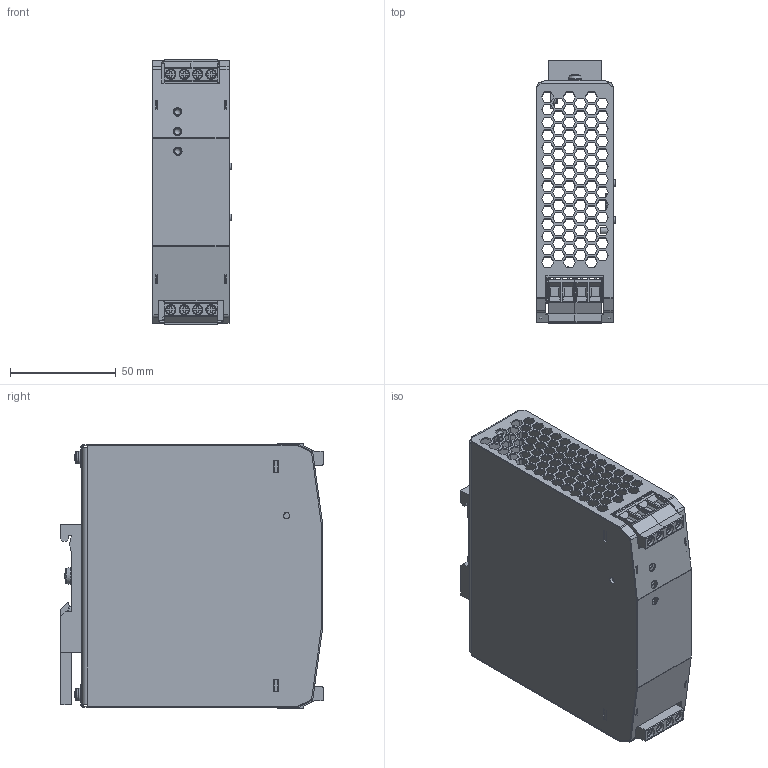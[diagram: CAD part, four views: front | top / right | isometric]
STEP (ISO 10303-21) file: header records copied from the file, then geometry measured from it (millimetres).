
FILE_DESCRIPTION(/* description */ ('Unknown'),/* implementation_level */ '2;1');
FILE_NAME(/* name */ 'TIB-REM480',/* time_stamp */ '2022-04-04T14:39:21+01:00',/* author */ ('Unknown'),/* organization */ ('Unknown'),/* preprocessor_version */ 'ST-DEVELOPER v16.7',/* originating_system */ 'Solid Edge',/* authorisation */ 'Unknown');
FILE_SCHEMA (('AUTOMOTIVE_DESIGN {1 0 10303 214 3 1 1}'));
Products named in the file (2): TIB-REM480; 480PSXREM-ASSEMBLY2
Assembly tree (1 placements, depth 2):
  TIB-REM480
    480PSXREM-ASSEMBLY2
Bounding box: 37 x 124 x 125 mm (x, y, z)
Volume: 82520.5 mm3; surface area: 105557.3 mm2
Topology: 13 solids, 17 shells, 2254 faces, 6660 edges, 4458 vertices
Faces by surface type: plane 1887, cylinder 232, bspline 46, cone 43, torus 40, sphere 6
Full cylindrical faces by diameter (mm): 0.2 x6, 2 x1, 2.459 x3, 2.95 x3, 3 x9, 3.005 x8, 3.2 x7, 3.242 x1, 3.3 x3, 3.5 x4, 3.7 x2, 4 x11, 4.3 x1, 4.602 x8, 4.749 x8, 4.901 x8, 4.904 x8, 5.2 x1, 5.6 x4, 7.9 x1
Entity records: 93326 total; most frequent: CARTESIAN_POINT 18061, ORIENTED_EDGE 12796, DIRECTION 10924, EDGE_CURVE 6398, LINE 5426, VECTOR 5426, VERTEX_POINT 4384, EDGE_LOOP 2914
